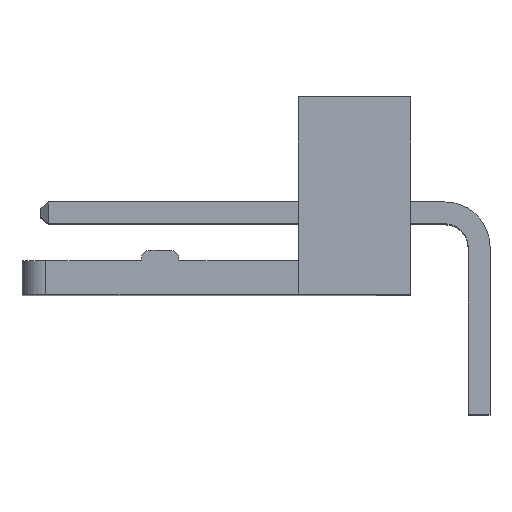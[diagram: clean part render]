
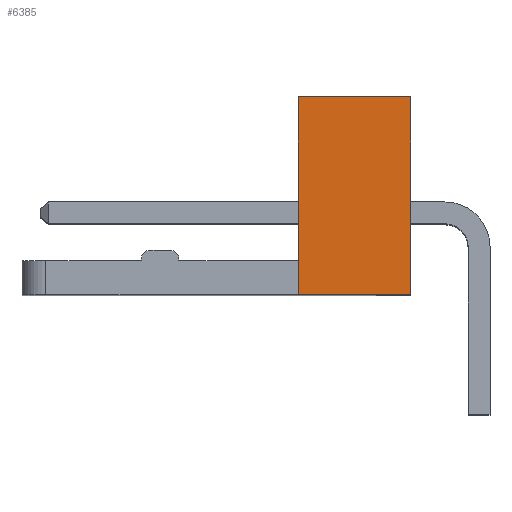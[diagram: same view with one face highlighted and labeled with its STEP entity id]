
A CAD part, top view. The second image highlights one B-rep face of the part: STEP entity #6385.
In plain terms, the highlighted planar face has unit normal (0, 0, 1).
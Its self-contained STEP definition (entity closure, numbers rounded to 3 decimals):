
#419 = AXIS2_PLACEMENT_3D ( 'NONE', #7934, #7202, #4608 ) ;
#628 = EDGE_CURVE ( 'NONE', #5302, #3314, #6356, .T. ) ;
#1217 = EDGE_CURVE ( 'NONE', #2147, #3600, #4728, .T. ) ;
#1435 = CARTESIAN_POINT ( 'NONE',  ( -2., 0., 19.05 ) ) ;
#1751 = ORIENTED_EDGE ( 'NONE', *, *, #1217, .T. ) ;
#1929 = CARTESIAN_POINT ( 'NONE',  ( 0., 0., 19.05 ) ) ;
#2147 = VERTEX_POINT ( 'NONE', #6657 ) ;
#2374 = CARTESIAN_POINT ( 'NONE',  ( 0., 5.8, 19.05 ) ) ;
#2979 = LINE ( 'NONE', #1435, #7568 ) ;
#3054 = DIRECTION ( 'NONE',  ( -1., 0., 0. ) ) ;
#3314 = VERTEX_POINT ( 'NONE', #5440 ) ;
#3333 = VECTOR ( 'NONE', #7270, 1000. ) ;
#3600 = VERTEX_POINT ( 'NONE', #4554 ) ;
#4554 = CARTESIAN_POINT ( 'NONE',  ( -5.3, 5.8, 19.05 ) ) ;
#4608 = DIRECTION ( 'NONE',  ( 1., 0., 0. ) ) ;
#4728 = LINE ( 'NONE', #2374, #7749 ) ;
#4749 = ORIENTED_EDGE ( 'NONE', *, *, #5126, .T. ) ;
#4909 = CARTESIAN_POINT ( 'NONE',  ( -5.3, 0., 19.05 ) ) ;
#5126 = EDGE_CURVE ( 'NONE', #3314, #2147, #2979, .T. ) ;
#5302 = VERTEX_POINT ( 'NONE', #6660 ) ;
#5440 = CARTESIAN_POINT ( 'NONE',  ( -2., 0., 19.05 ) ) ;
#5537 = EDGE_CURVE ( 'NONE', #3600, #5302, #7290, .T. ) ;
#5543 = PLANE ( 'NONE',  #419 ) ;
#5650 = FACE_OUTER_BOUND ( 'NONE', #5810, .T. ) ;
#5810 = EDGE_LOOP ( 'NONE', ( #8097, #7648, #4749, #1751 ) ) ;
#6356 = LINE ( 'NONE', #1929, #3333 ) ;
#6385 = ADVANCED_FACE ( 'NONE', ( #5650 ), #5543, .T. ) ;
#6657 = CARTESIAN_POINT ( 'NONE',  ( -2., 5.8, 19.05 ) ) ;
#6660 = CARTESIAN_POINT ( 'NONE',  ( -5.3, 0., 19.05 ) ) ;
#7202 = DIRECTION ( 'NONE',  ( 0., 0., 1. ) ) ;
#7270 = DIRECTION ( 'NONE',  ( 1., 0., 0. ) ) ;
#7290 = LINE ( 'NONE', #4909, #8127 ) ;
#7568 = VECTOR ( 'NONE', #7632, 1000. ) ;
#7632 = DIRECTION ( 'NONE',  ( 0., 1., 0. ) ) ;
#7648 = ORIENTED_EDGE ( 'NONE', *, *, #628, .T. ) ;
#7749 = VECTOR ( 'NONE', #3054, 1000. ) ;
#7934 = CARTESIAN_POINT ( 'NONE',  ( 0., 0., 19.05 ) ) ;
#8097 = ORIENTED_EDGE ( 'NONE', *, *, #5537, .T. ) ;
#8127 = VECTOR ( 'NONE', #8258, 1000. ) ;
#8258 = DIRECTION ( 'NONE',  ( 0., -1., 0. ) ) ;
